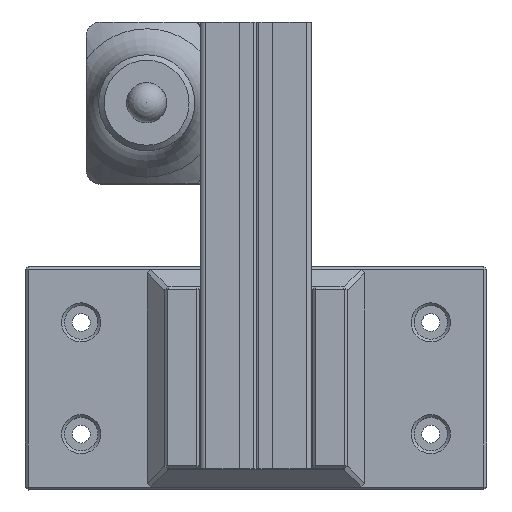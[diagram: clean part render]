
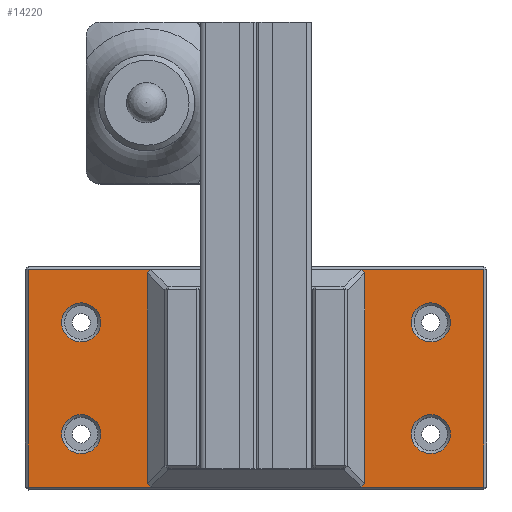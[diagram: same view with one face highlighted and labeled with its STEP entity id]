
A CAD part, top view. The second image highlights one B-rep face of the part: STEP entity #14220.
In plain terms, the highlighted face is planar.
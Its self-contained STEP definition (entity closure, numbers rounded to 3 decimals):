
#784=FACE_BOUND('',#2754,.T.);
#785=FACE_BOUND('',#2755,.T.);
#786=FACE_BOUND('',#2756,.T.);
#787=FACE_BOUND('',#2757,.T.);
#788=FACE_BOUND('',#2758,.T.);
#998=CIRCLE('',#15357,3.5);
#999=CIRCLE('',#15358,3.5);
#1000=CIRCLE('',#15359,3.5);
#1001=CIRCLE('',#15360,3.5);
#1856=FACE_OUTER_BOUND('',#2753,.T.);
#2753=EDGE_LOOP('',(#11601,#11602,#11603,#11604));
#2754=EDGE_LOOP('',(#11605));
#2755=EDGE_LOOP('',(#11606));
#2756=EDGE_LOOP('',(#11607));
#2757=EDGE_LOOP('',(#11608));
#2758=EDGE_LOOP('',(#11609,#11610,#11611,#11612,#11613,#11614,#11615,#11616));
#4086=LINE('',#21919,#5355);
#4095=LINE('',#21936,#5364);
#4100=LINE('',#21946,#5369);
#4127=LINE('',#22002,#5396);
#4129=LINE('',#22007,#5398);
#4138=LINE('',#22023,#5407);
#4141=LINE('',#22030,#5410);
#4145=LINE('',#22037,#5414);
#4146=LINE('',#22041,#5415);
#4147=LINE('',#22043,#5416);
#4148=LINE('',#22045,#5417);
#4149=LINE('',#22046,#5418);
#5355=VECTOR('',#18198,10.);
#5364=VECTOR('',#18211,10.);
#5369=VECTOR('',#18220,10.);
#5396=VECTOR('',#18255,10.);
#5398=VECTOR('',#18259,10.);
#5407=VECTOR('',#18274,10.);
#5410=VECTOR('',#18281,10.);
#5414=VECTOR('',#18289,10.);
#5415=VECTOR('',#18292,10.);
#5416=VECTOR('',#18293,10.);
#5417=VECTOR('',#18294,10.);
#5418=VECTOR('',#18295,10.);
#6395=VERTEX_POINT('',#21917);
#6396=VERTEX_POINT('',#21918);
#6402=VERTEX_POINT('',#21935);
#6405=VERTEX_POINT('',#21945);
#6430=VERTEX_POINT('',#22001);
#6431=VERTEX_POINT('',#22005);
#6432=VERTEX_POINT('',#22006);
#6438=VERTEX_POINT('',#22029);
#6440=VERTEX_POINT('',#22039);
#6441=VERTEX_POINT('',#22040);
#6442=VERTEX_POINT('',#22042);
#6443=VERTEX_POINT('',#22044);
#6444=VERTEX_POINT('',#22047);
#6445=VERTEX_POINT('',#22049);
#6446=VERTEX_POINT('',#22051);
#6447=VERTEX_POINT('',#22053);
#8181=EDGE_CURVE('',#6395,#6396,#4086,.F.);
#8190=EDGE_CURVE('',#6396,#6402,#4095,.T.);
#8195=EDGE_CURVE('',#6402,#6405,#4100,.F.);
#8223=EDGE_CURVE('',#6405,#6430,#4127,.T.);
#8225=EDGE_CURVE('',#6431,#6432,#4129,.F.);
#8234=EDGE_CURVE('',#6432,#6395,#4138,.T.);
#8237=EDGE_CURVE('',#6430,#6438,#4141,.F.);
#8241=EDGE_CURVE('',#6438,#6431,#4145,.T.);
#8242=EDGE_CURVE('',#6440,#6441,#4146,.T.);
#8243=EDGE_CURVE('',#6442,#6440,#4147,.T.);
#8244=EDGE_CURVE('',#6443,#6442,#4148,.T.);
#8245=EDGE_CURVE('',#6441,#6443,#4149,.T.);
#8246=EDGE_CURVE('',#6444,#6444,#998,.T.);
#8247=EDGE_CURVE('',#6445,#6445,#999,.T.);
#8248=EDGE_CURVE('',#6446,#6446,#1000,.T.);
#8249=EDGE_CURVE('',#6447,#6447,#1001,.T.);
#11601=ORIENTED_EDGE('',*,*,#8242,.F.);
#11602=ORIENTED_EDGE('',*,*,#8243,.F.);
#11603=ORIENTED_EDGE('',*,*,#8244,.F.);
#11604=ORIENTED_EDGE('',*,*,#8245,.F.);
#11605=ORIENTED_EDGE('',*,*,#8246,.F.);
#11606=ORIENTED_EDGE('',*,*,#8247,.F.);
#11607=ORIENTED_EDGE('',*,*,#8248,.F.);
#11608=ORIENTED_EDGE('',*,*,#8249,.F.);
#11609=ORIENTED_EDGE('',*,*,#8181,.F.);
#11610=ORIENTED_EDGE('',*,*,#8234,.F.);
#11611=ORIENTED_EDGE('',*,*,#8225,.F.);
#11612=ORIENTED_EDGE('',*,*,#8241,.F.);
#11613=ORIENTED_EDGE('',*,*,#8237,.F.);
#11614=ORIENTED_EDGE('',*,*,#8223,.F.);
#11615=ORIENTED_EDGE('',*,*,#8195,.F.);
#11616=ORIENTED_EDGE('',*,*,#8190,.F.);
#13614=PLANE('',#15356);
#14220=ADVANCED_FACE('',(#1856,#784,#785,#786,#787,#788),#13614,.T.);
#15356=AXIS2_PLACEMENT_3D('',#22038,#18290,#18291);
#15357=AXIS2_PLACEMENT_3D('',#22048,#18296,#18297);
#15358=AXIS2_PLACEMENT_3D('',#22050,#18298,#18299);
#15359=AXIS2_PLACEMENT_3D('',#22052,#18300,#18301);
#15360=AXIS2_PLACEMENT_3D('',#22054,#18302,#18303);
#18198=DIRECTION('',(0.707,0.,0.707));
#18211=DIRECTION('',(-1.,0.,0.));
#18220=DIRECTION('',(0.707,0.,-0.707));
#18255=DIRECTION('',(0.,0.,1.));
#18259=DIRECTION('',(-0.707,0.,0.707));
#18274=DIRECTION('',(0.,0.,-1.));
#18281=DIRECTION('',(-0.707,0.,-0.707));
#18289=DIRECTION('',(1.,0.,0.));
#18290=DIRECTION('center_axis',(0.,1.,
0.));
#18291=DIRECTION('ref_axis',(1.,0.,0.));
#18292=DIRECTION('',(1.,0.,0.));
#18293=DIRECTION('',(0.,0.,-1.));
#18294=DIRECTION('',(-1.,0.,0.));
#18295=DIRECTION('',(0.,0.,1.));
#18296=DIRECTION('center_axis',(0.,1.,
0.));
#18297=DIRECTION('ref_axis',(-1.,0.,0.));
#18298=DIRECTION('center_axis',(0.,1.,
0.));
#18299=DIRECTION('ref_axis',(-1.,0.,0.));
#18300=DIRECTION('center_axis',(0.,1.,
0.));
#18301=DIRECTION('ref_axis',(-1.,0.,0.));
#18302=DIRECTION('center_axis',(0.,1.,
0.));
#18303=DIRECTION('ref_axis',(-1.,0.,0.));
#21917=CARTESIAN_POINT('',(27.073,-39.65,26.622));
#21918=CARTESIAN_POINT('',(26.461,-39.65,26.01));
#21919=CARTESIAN_POINT('',(18.921,-39.65,18.471));
#21935=CARTESIAN_POINT('',(-11.295,-39.65,26.01));
#21936=CARTESIAN_POINT('',(-0.25,-39.65,26.01));
#21945=CARTESIAN_POINT('',(-11.907,-39.65,26.622));
#21946=CARTESIAN_POINT('',(-19.738,-39.65,34.454));
#22001=CARTESIAN_POINT('',(-11.907,-39.65,64.378));
#22002=CARTESIAN_POINT('',(-11.907,-39.65,37.642));
#22005=CARTESIAN_POINT('',(26.461,-39.65,64.99));
#22006=CARTESIAN_POINT('',(27.073,-39.65,64.378));
#22007=CARTESIAN_POINT('',(18.63,-39.65,72.821));
#22023=CARTESIAN_POINT('',(27.073,-39.65,-21.708));
#22029=CARTESIAN_POINT('',(-11.295,-39.65,64.99));
#22030=CARTESIAN_POINT('',(-19.447,-39.65,56.838));
#22037=CARTESIAN_POINT('',(-16.55,-39.65,64.99));
#22038=CARTESIAN_POINT('Origin',(-24.383,-39.65,46.083));
#22039=CARTESIAN_POINT('',(-33.217,-39.65,26.));
#22040=CARTESIAN_POINT('',(48.383,-39.65,26.));
#22041=CARTESIAN_POINT('',(7.617,-39.65,26.));
#22042=CARTESIAN_POINT('',(-33.217,-39.65,65.));
#22043=CARTESIAN_POINT('',(-33.217,-39.65,29.333));
#22044=CARTESIAN_POINT('',(48.383,-39.65,65.));
#22045=CARTESIAN_POINT('',(-8.4,-39.65,65.));
#22046=CARTESIAN_POINT('',(48.383,-39.65,62.833));
#22047=CARTESIAN_POINT('',(-20.217,-39.65,55.5));
#22048=CARTESIAN_POINT('Origin',(-23.717,-39.65,55.5));
#22049=CARTESIAN_POINT('',(-20.217,-39.65,35.5));
#22050=CARTESIAN_POINT('Origin',(-23.717,-39.65,35.5));
#22051=CARTESIAN_POINT('',(42.383,-39.65,35.5));
#22052=CARTESIAN_POINT('Origin',(38.883,-39.65,35.5));
#22053=CARTESIAN_POINT('',(42.383,-39.65,55.5));
#22054=CARTESIAN_POINT('Origin',(38.883,-39.65,55.5));
